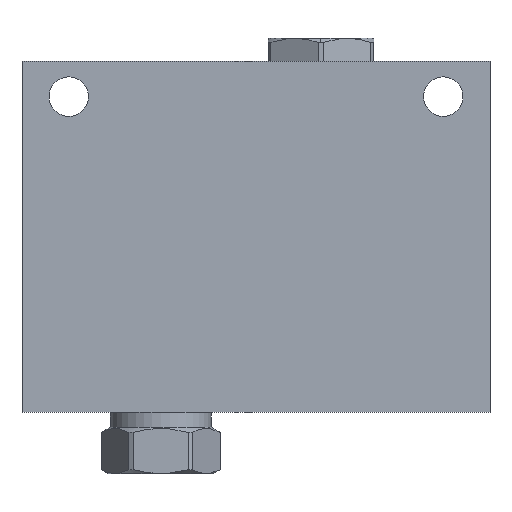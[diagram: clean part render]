
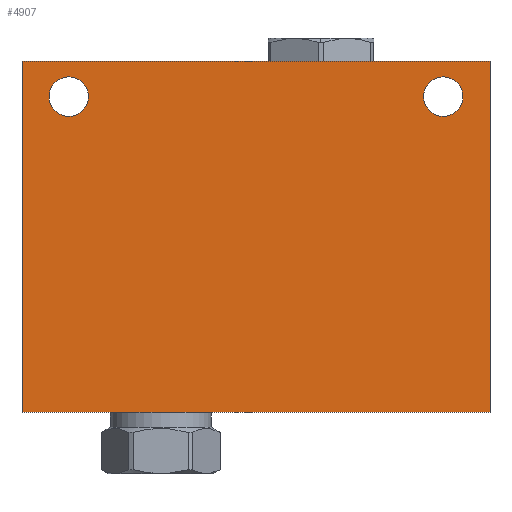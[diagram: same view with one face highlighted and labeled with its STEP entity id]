
A CAD part, front view. The second image highlights one B-rep face of the part: STEP entity #4907.
In plain terms, the highlighted planar face has unit normal (0, -1, 0).
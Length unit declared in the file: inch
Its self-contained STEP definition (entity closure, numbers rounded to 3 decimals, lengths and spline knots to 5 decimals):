
#5=DIRECTION('',(1.,0.,0.));
#6=VECTOR('',#5,5.);
#7=CARTESIAN_POINT('',(0.,-4.,0.));
#8=LINE('',#7,#6);
#105=DIRECTION('',(0.,0.,1.));
#106=VECTOR('',#105,3.75);
#107=CARTESIAN_POINT('',(5.,-4.,0.));
#108=LINE('',#107,#106);
#129=DIRECTION('',(0.,0.,1.));
#130=VECTOR('',#129,3.75);
#131=CARTESIAN_POINT('',(0.,-4.,0.));
#132=LINE('',#131,#130);
#133=CARTESIAN_POINT('',(4.5,-4.,3.375));
#134=DIRECTION('',(0.,1.,0.));
#135=DIRECTION('',(0.,0.,-1.));
#136=AXIS2_PLACEMENT_3D('',#133,#134,#135);
#138=CARTESIAN_POINT('',(4.5,-4.,3.375));
#139=DIRECTION('',(0.,1.,0.));
#140=DIRECTION('',(0.,0.,1.));
#141=AXIS2_PLACEMENT_3D('',#138,#139,#140);
#143=CARTESIAN_POINT('',(0.5,-4.,3.375));
#144=DIRECTION('',(0.,1.,0.));
#145=DIRECTION('',(0.,0.,-1.));
#146=AXIS2_PLACEMENT_3D('',#143,#144,#145);
#148=CARTESIAN_POINT('',(0.5,-4.,3.375));
#149=DIRECTION('',(0.,1.,0.));
#150=DIRECTION('',(0.,0.,1.));
#151=AXIS2_PLACEMENT_3D('',#148,#149,#150);
#165=DIRECTION('',(1.,0.,0.));
#166=VECTOR('',#165,5.);
#167=CARTESIAN_POINT('',(0.,-4.,3.75));
#168=LINE('',#167,#166);
#4205=CARTESIAN_POINT('',(0.,-4.,0.));
#4207=VERTEX_POINT('',#4205);
#4208=CARTESIAN_POINT('',(5.,-4.,0.));
#4209=VERTEX_POINT('',#4208);
#4213=CARTESIAN_POINT('',(0.,-4.,3.75));
#4215=VERTEX_POINT('',#4213);
#4216=CARTESIAN_POINT('',(5.,-4.,3.75));
#4217=VERTEX_POINT('',#4216);
#4564=CARTESIAN_POINT('',(4.5,-4.,3.164));
#4565=CARTESIAN_POINT('',(4.5,-4.,3.586));
#4566=VERTEX_POINT('',#4564);
#4567=VERTEX_POINT('',#4565);
#4572=CARTESIAN_POINT('',(0.5,-4.,3.164));
#4573=CARTESIAN_POINT('',(0.5,-4.,3.586));
#4574=VERTEX_POINT('',#4572);
#4575=VERTEX_POINT('',#4573);
#4883=CARTESIAN_POINT('',(0.,-4.,0.));
#4884=DIRECTION('',(0.,-1.,0.));
#4885=DIRECTION('',(1.,0.,0.));
#4886=AXIS2_PLACEMENT_3D('',#4883,#4884,#4885);
#4887=PLANE('',#4886);
#4888=ORIENTED_EDGE('',*,*,#4771,.F.);
#4889=ORIENTED_EDGE('',*,*,#4802,.T.);
#4891=ORIENTED_EDGE('',*,*,#4890,.T.);
#4892=ORIENTED_EDGE('',*,*,#4863,.F.);
#4893=EDGE_LOOP('',(#4888,#4889,#4891,#4892));
#4894=FACE_OUTER_BOUND('',#4893,.F.);
#4896=ORIENTED_EDGE('',*,*,#4895,.F.);
#4898=ORIENTED_EDGE('',*,*,#4897,.F.);
#4899=EDGE_LOOP('',(#4896,#4898));
#4900=FACE_BOUND('',#4899,.F.);
#4902=ORIENTED_EDGE('',*,*,#4901,.F.);
#4904=ORIENTED_EDGE('',*,*,#4903,.F.);
#4905=EDGE_LOOP('',(#4902,#4904));
#4906=FACE_BOUND('',#4905,.F.);
#4907=ADVANCED_FACE('',(#4894,#4900,#4906),#4887,.T.);
#137=CIRCLE('',#136,0.211);
#142=CIRCLE('',#141,0.211);
#147=CIRCLE('',#146,0.211);
#152=CIRCLE('',#151,0.211);
#4771=EDGE_CURVE('',#4207,#4209,#8,.T.);
#4802=EDGE_CURVE('',#4207,#4215,#132,.T.);
#4863=EDGE_CURVE('',#4209,#4217,#108,.T.);
#4890=EDGE_CURVE('',#4215,#4217,#168,.T.);
#4895=EDGE_CURVE('',#4566,#4567,#137,.T.);
#4897=EDGE_CURVE('',#4567,#4566,#142,.T.);
#4901=EDGE_CURVE('',#4574,#4575,#147,.T.);
#4903=EDGE_CURVE('',#4575,#4574,#152,.T.);
